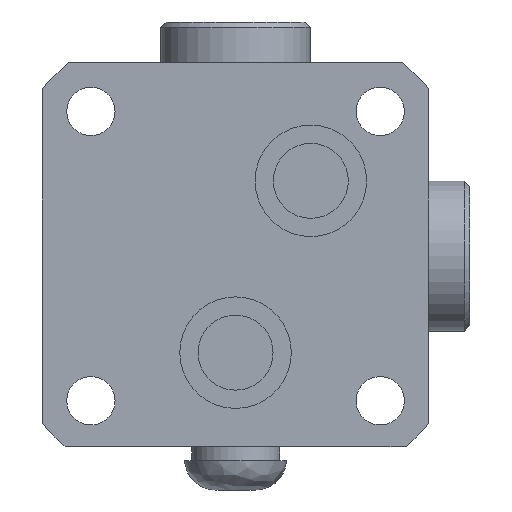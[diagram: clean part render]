
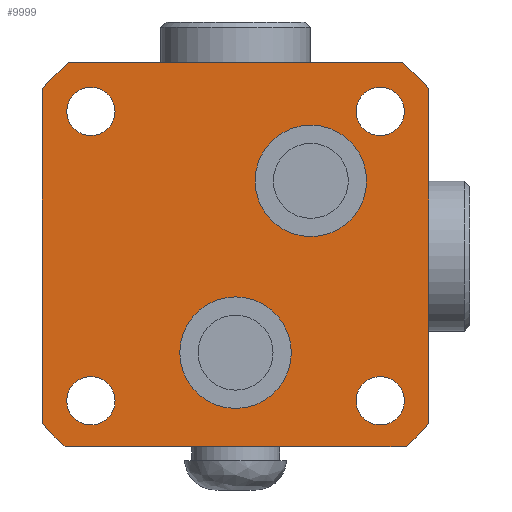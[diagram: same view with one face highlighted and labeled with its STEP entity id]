
A CAD part, front view. The second image highlights one B-rep face of the part: STEP entity #9999.
In plain terms, the highlighted planar face has unit normal (0, -1, 0).
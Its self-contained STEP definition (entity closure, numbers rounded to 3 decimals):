
#3919=CARTESIAN_POINT('',(13.475,-19.38,-13.475));
#3920=DIRECTION('',(0.,1.,0.));
#3921=DIRECTION('',(1.,0.,0.));
#3922=AXIS2_PLACEMENT_3D('',#3919,#3920,#3921);
#3927=CARTESIAN_POINT('',(13.475,-19.38,-13.475));
#3928=DIRECTION('',(0.,1.,0.));
#3929=DIRECTION('',(-1.,0.,0.));
#3930=AXIS2_PLACEMENT_3D('',#3927,#3928,#3929);
#3935=CARTESIAN_POINT('',(-13.475,-19.38,-13.475));
#3936=DIRECTION('',(0.,1.,0.));
#3937=DIRECTION('',(1.,0.,0.));
#3938=AXIS2_PLACEMENT_3D('',#3935,#3936,#3937);
#3943=CARTESIAN_POINT('',(-13.475,-19.38,-13.475));
#3944=DIRECTION('',(0.,1.,0.));
#3945=DIRECTION('',(-1.,0.,0.));
#3946=AXIS2_PLACEMENT_3D('',#3943,#3944,#3945);
#3951=CARTESIAN_POINT('',(-13.475,-19.38,13.475));
#3952=DIRECTION('',(0.,1.,0.));
#3953=DIRECTION('',(1.,0.,0.));
#3954=AXIS2_PLACEMENT_3D('',#3951,#3952,#3953);
#3959=CARTESIAN_POINT('',(-13.475,-19.38,13.475));
#3960=DIRECTION('',(0.,1.,0.));
#3961=DIRECTION('',(-1.,0.,0.));
#3962=AXIS2_PLACEMENT_3D('',#3959,#3960,#3961);
#3967=CARTESIAN_POINT('',(13.475,-19.38,13.475));
#3968=DIRECTION('',(0.,1.,0.));
#3969=DIRECTION('',(1.,0.,0.));
#3970=AXIS2_PLACEMENT_3D('',#3967,#3968,#3969);
#3975=CARTESIAN_POINT('',(13.475,-19.38,13.475));
#3976=DIRECTION('',(0.,1.,0.));
#3977=DIRECTION('',(-1.,0.,0.));
#3978=AXIS2_PLACEMENT_3D('',#3975,#3976,#3977);
#3983=CARTESIAN_POINT('',(7.01,-19.38,7.01));
#3984=DIRECTION('',(0.,-1.,0.));
#3985=DIRECTION('',(0.,0.,-1.));
#3986=AXIS2_PLACEMENT_3D('',#3983,#3984,#3985);
#3991=CARTESIAN_POINT('',(7.01,-19.38,7.01));
#3992=DIRECTION('',(0.,-1.,0.));
#3993=DIRECTION('',(0.,0.,1.));
#3994=AXIS2_PLACEMENT_3D('',#3991,#3992,#3993);
#3999=CARTESIAN_POINT('',(0.,-19.38,-8.992));
#4000=DIRECTION('',(0.,-1.,0.));
#4001=DIRECTION('',(0.,0.,-1.));
#4002=AXIS2_PLACEMENT_3D('',#3999,#4000,#4001);
#4007=CARTESIAN_POINT('',(0.,-19.38,-8.992));
#4008=DIRECTION('',(0.,-1.,0.));
#4009=DIRECTION('',(0.,0.,1.));
#4010=AXIS2_PLACEMENT_3D('',#4007,#4008,#4009);
#4015=DIRECTION('',(1.,0.,0.));
#4016=VECTOR('',#4015,31.764);
#4017=CARTESIAN_POINT('',(-15.882,-19.38,-17.746));
#4018=LINE('',#4017,#4016);
#4022=CARTESIAN_POINT('',(0.,-19.38,0.));
#4023=DIRECTION('',(0.,-1.,0.));
#4024=DIRECTION('',(-0.756,0.,-0.655));
#4025=AXIS2_PLACEMENT_3D('',#4022,#4023,#4024);
#4030=DIRECTION('',(0.,0.,1.));
#4031=VECTOR('',#4030,31.187);
#4032=CARTESIAN_POINT('',(-18.,-19.38,-15.593));
#4033=LINE('',#4032,#4031);
#4037=CARTESIAN_POINT('',(0.,-19.38,0.));
#4038=DIRECTION('',(0.,-1.,0.));
#4039=DIRECTION('',(-0.655,0.,0.756));
#4040=AXIS2_PLACEMENT_3D('',#4037,#4038,#4039);
#4045=DIRECTION('',(1.,0.,0.));
#4046=VECTOR('',#4045,31.187);
#4047=CARTESIAN_POINT('',(-15.593,-19.38,18.));
#4048=LINE('',#4047,#4046);
#4052=CARTESIAN_POINT('',(0.,-19.38,0.));
#4053=DIRECTION('',(0.,-1.,0.));
#4054=DIRECTION('',(0.756,0.,0.655));
#4055=AXIS2_PLACEMENT_3D('',#4052,#4053,#4054);
#4060=DIRECTION('',(0.,0.,-1.));
#4061=VECTOR('',#4060,31.187);
#4062=CARTESIAN_POINT('',(18.,-19.38,15.593));
#4063=LINE('',#4062,#4061);
#4067=CARTESIAN_POINT('',(0.,-19.38,0.));
#4068=DIRECTION('',(0.,-1.,0.));
#4069=DIRECTION('',(0.667,0.,-0.745));
#4070=AXIS2_PLACEMENT_3D('',#4067,#4068,#4069);
#7233=CARTESIAN_POINT('',(15.725,-19.38,-13.475));
#7235=VERTEX_POINT('',#7233);
#7237=CARTESIAN_POINT('',(11.225,-19.38,-13.475));
#7239=VERTEX_POINT('',#7237);
#7241=CARTESIAN_POINT('',(-11.225,-19.38,-13.475));
#7243=VERTEX_POINT('',#7241);
#7245=CARTESIAN_POINT('',(-15.725,-19.38,-13.475));
#7247=VERTEX_POINT('',#7245);
#7249=CARTESIAN_POINT('',(-11.225,-19.38,13.475));
#7251=VERTEX_POINT('',#7249);
#7253=CARTESIAN_POINT('',(-15.725,-19.38,13.475));
#7255=VERTEX_POINT('',#7253);
#7257=CARTESIAN_POINT('',(15.725,-19.38,13.475));
#7259=VERTEX_POINT('',#7257);
#7261=CARTESIAN_POINT('',(11.225,-19.38,13.475));
#7263=VERTEX_POINT('',#7261);
#7280=CARTESIAN_POINT('',(18.,-19.38,15.593));
#7281=CARTESIAN_POINT('',(15.593,-19.38,18.));
#7282=VERTEX_POINT('',#7280);
#7283=VERTEX_POINT('',#7281);
#7284=CARTESIAN_POINT('',(-15.593,-19.38,18.));
#7285=CARTESIAN_POINT('',(-18.,-19.38,15.593));
#7286=VERTEX_POINT('',#7284);
#7287=VERTEX_POINT('',#7285);
#7289=CARTESIAN_POINT('',(-18.,-19.38,-15.593));
#7291=VERTEX_POINT('',#7289);
#7299=CARTESIAN_POINT('',(18.,-19.38,-15.593));
#7301=VERTEX_POINT('',#7299);
#7320=CARTESIAN_POINT('',(7.01,-19.38,1.816));
#7321=CARTESIAN_POINT('',(7.01,-19.38,12.205));
#7322=VERTEX_POINT('',#7320);
#7323=VERTEX_POINT('',#7321);
#7324=CARTESIAN_POINT('',(0.,-19.38,-14.186));
#7325=CARTESIAN_POINT('',(0.,-19.38,-3.797));
#7326=VERTEX_POINT('',#7324);
#7327=VERTEX_POINT('',#7325);
#7784=CARTESIAN_POINT('',(-15.882,-19.38,-17.746));
#7785=CARTESIAN_POINT('',(15.882,-19.38,-17.746));
#7786=VERTEX_POINT('',#7784);
#7787=VERTEX_POINT('',#7785);
#9941=CARTESIAN_POINT('',(0.,-19.38,0.));
#9942=DIRECTION('',(0.,1.,0.));
#9943=DIRECTION('',(1.,0.,0.));
#9944=AXIS2_PLACEMENT_3D('',#9941,#9942,#9943);
#9945=PLANE('',#9944);
#9946=ORIENTED_EDGE('',*,*,#9925,.F.);
#9948=ORIENTED_EDGE('',*,*,#9947,.F.);
#9950=ORIENTED_EDGE('',*,*,#9949,.T.);
#9952=ORIENTED_EDGE('',*,*,#9951,.F.);
#9954=ORIENTED_EDGE('',*,*,#9953,.T.);
#9956=ORIENTED_EDGE('',*,*,#9955,.F.);
#9958=ORIENTED_EDGE('',*,*,#9957,.T.);
#9960=ORIENTED_EDGE('',*,*,#9959,.F.);
#9961=EDGE_LOOP('',(#9946,#9948,#9950,#9952,#9954,#9956,#9958,#9960));
#9962=FACE_OUTER_BOUND('',#9961,.F.);
#9964=ORIENTED_EDGE('',*,*,#9963,.F.);
#9966=ORIENTED_EDGE('',*,*,#9965,.F.);
#9967=EDGE_LOOP('',(#9964,#9966));
#9968=FACE_BOUND('',#9967,.F.);
#9970=ORIENTED_EDGE('',*,*,#9969,.F.);
#9972=ORIENTED_EDGE('',*,*,#9971,.F.);
#9973=EDGE_LOOP('',(#9970,#9972));
#9974=FACE_BOUND('',#9973,.F.);
#9976=ORIENTED_EDGE('',*,*,#9975,.F.);
#9978=ORIENTED_EDGE('',*,*,#9977,.F.);
#9979=EDGE_LOOP('',(#9976,#9978));
#9980=FACE_BOUND('',#9979,.F.);
#9982=ORIENTED_EDGE('',*,*,#9981,.T.);
#9984=ORIENTED_EDGE('',*,*,#9983,.T.);
#9985=EDGE_LOOP('',(#9982,#9984));
#9986=FACE_BOUND('',#9985,.F.);
#9988=ORIENTED_EDGE('',*,*,#9987,.T.);
#9990=ORIENTED_EDGE('',*,*,#9989,.T.);
#9991=EDGE_LOOP('',(#9988,#9990));
#9992=FACE_BOUND('',#9991,.F.);
#9994=ORIENTED_EDGE('',*,*,#9993,.F.);
#9996=ORIENTED_EDGE('',*,*,#9995,.F.);
#9997=EDGE_LOOP('',(#9994,#9996));
#9998=FACE_BOUND('',#9997,.F.);
#3923=CIRCLE('',#3922,2.25);
#3931=CIRCLE('',#3930,2.25);
#3939=CIRCLE('',#3938,2.25);
#3947=CIRCLE('',#3946,2.25);
#3955=CIRCLE('',#3954,2.25);
#3963=CIRCLE('',#3962,2.25);
#3971=CIRCLE('',#3970,2.25);
#3979=CIRCLE('',#3978,2.25);
#3987=CIRCLE('',#3986,5.194);
#3995=CIRCLE('',#3994,5.194);
#4003=CIRCLE('',#4002,5.194);
#4011=CIRCLE('',#4010,5.194);
#4026=CIRCLE('',#4025,23.815);
#4041=CIRCLE('',#4040,23.815);
#4056=CIRCLE('',#4055,23.815);
#4071=CIRCLE('',#4070,23.815);
#9925=EDGE_CURVE('',#7786,#7787,#4018,.T.);
#9947=EDGE_CURVE('',#7291,#7786,#4026,.T.);
#9949=EDGE_CURVE('',#7291,#7287,#4033,.T.);
#9951=EDGE_CURVE('',#7286,#7287,#4041,.T.);
#9953=EDGE_CURVE('',#7286,#7283,#4048,.T.);
#9955=EDGE_CURVE('',#7282,#7283,#4056,.T.);
#9957=EDGE_CURVE('',#7282,#7301,#4063,.T.);
#9959=EDGE_CURVE('',#7787,#7301,#4071,.T.);
#9963=EDGE_CURVE('',#7243,#7247,#3939,.T.);
#9965=EDGE_CURVE('',#7247,#7243,#3947,.T.);
#9969=EDGE_CURVE('',#7251,#7255,#3955,.T.);
#9971=EDGE_CURVE('',#7255,#7251,#3963,.T.);
#9975=EDGE_CURVE('',#7259,#7263,#3971,.T.);
#9977=EDGE_CURVE('',#7263,#7259,#3979,.T.);
#9981=EDGE_CURVE('',#7322,#7323,#3987,.T.);
#9983=EDGE_CURVE('',#7323,#7322,#3995,.T.);
#9987=EDGE_CURVE('',#7326,#7327,#4003,.T.);
#9989=EDGE_CURVE('',#7327,#7326,#4011,.T.);
#9993=EDGE_CURVE('',#7235,#7239,#3923,.T.);
#9995=EDGE_CURVE('',#7239,#7235,#3931,.T.);
#9999=ADVANCED_FACE('',(#9962,#9968,#9974,#9980,#9986,#9992,#9998),#9945,.F.);
